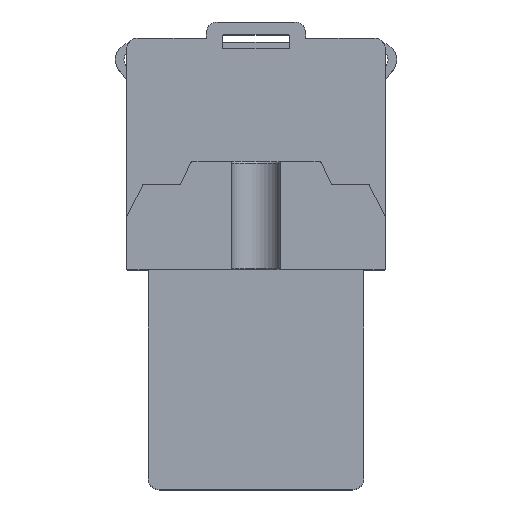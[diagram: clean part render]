
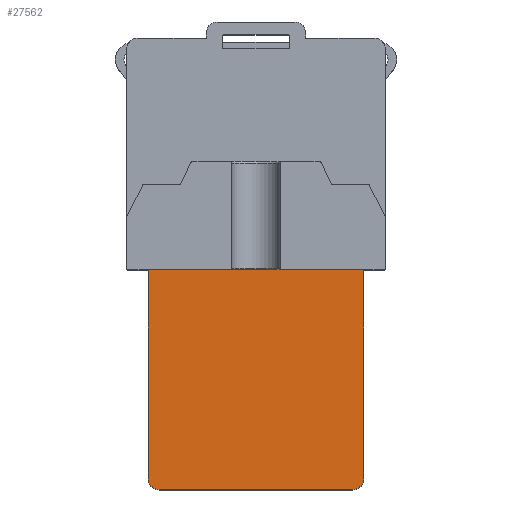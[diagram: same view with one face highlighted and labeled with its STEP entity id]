
A CAD part, top view. The second image highlights one B-rep face of the part: STEP entity #27562.
In plain terms, the highlighted planar face has unit normal (0, 0, 1).
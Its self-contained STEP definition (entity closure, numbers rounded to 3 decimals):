
#294=DIRECTION('',(-1.,0.,0.));
#295=VECTOR('',#294,20.);
#296=CARTESIAN_POINT('',(10.,0.,27.3));
#297=LINE('',#296,#295);
#4074=DIRECTION('',(0.,-1.,0.));
#4075=VECTOR('',#4074,19.4);
#4076=CARTESIAN_POINT('',(10.,0.,27.3));
#4077=LINE('',#4076,#4075);
#6580=DIRECTION('',(0.,-1.,0.));
#6581=VECTOR('',#6580,19.4);
#6582=CARTESIAN_POINT('',(-10.,0.,27.3));
#6583=LINE('',#6582,#6581);
#8222=DIRECTION('',(-1.,0.,0.));
#8223=VECTOR('',#8222,18.);
#8224=CARTESIAN_POINT('',(9.,-20.4,27.3));
#8225=LINE('',#8224,#8223);
#8226=CARTESIAN_POINT('',(-9.,-19.4,27.3));
#8227=DIRECTION('',(0.,0.,1.));
#8228=DIRECTION('',(-1.,0.,0.));
#8229=AXIS2_PLACEMENT_3D('',#8226,#8227,#8228);
#10028=CARTESIAN_POINT('',(9.,-19.4,27.3));
#10029=DIRECTION('',(0.,0.,-1.));
#10030=DIRECTION('',(1.,0.,0.));
#10031=AXIS2_PLACEMENT_3D('',#10028,#10029,#10030);
#14128=CARTESIAN_POINT('',(9.,-20.4,27.3));
#14129=CARTESIAN_POINT('',(-9.,-20.4,27.3));
#14130=VERTEX_POINT('',#14128);
#14131=VERTEX_POINT('',#14129);
#14334=CARTESIAN_POINT('',(-10.,-19.4,27.3));
#14335=VERTEX_POINT('',#14334);
#14340=CARTESIAN_POINT('',(-10.,0.,27.3));
#14341=VERTEX_POINT('',#14340);
#14348=CARTESIAN_POINT('',(10.,-19.4,27.3));
#14349=VERTEX_POINT('',#14348);
#14354=CARTESIAN_POINT('',(10.,0.,27.3));
#14355=VERTEX_POINT('',#14354);
#27547=CARTESIAN_POINT('',(16.284,-24.47,27.3));
#27548=DIRECTION('',(0.,0.,1.));
#27549=DIRECTION('',(-1.,0.,0.));
#27550=AXIS2_PLACEMENT_3D('',#27547,#27548,#27549);
#27551=PLANE('',#27550);
#27552=ORIENTED_EDGE('',*,*,#27522,.T.);
#27554=ORIENTED_EDGE('',*,*,#27553,.F.);
#27555=ORIENTED_EDGE('',*,*,#25539,.F.);
#27556=ORIENTED_EDGE('',*,*,#16476,.F.);
#27557=ORIENTED_EDGE('',*,*,#21948,.T.);
#27559=ORIENTED_EDGE('',*,*,#27558,.T.);
#27560=EDGE_LOOP('',(#27552,#27554,#27555,#27556,#27557,#27559));
#27561=FACE_OUTER_BOUND('',#27560,.F.);
#27562=ADVANCED_FACE('',(#27561),#27551,.T.);
#8230=CIRCLE('',#8229,1.);
#10032=CIRCLE('',#10031,1.);
#16476=EDGE_CURVE('',#14355,#14341,#297,.T.);
#21948=EDGE_CURVE('',#14355,#14349,#4077,.T.);
#25539=EDGE_CURVE('',#14341,#14335,#6583,.T.);
#27522=EDGE_CURVE('',#14130,#14131,#8225,.T.);
#27553=EDGE_CURVE('',#14335,#14131,#8230,.T.);
#27558=EDGE_CURVE('',#14349,#14130,#10032,.T.);
